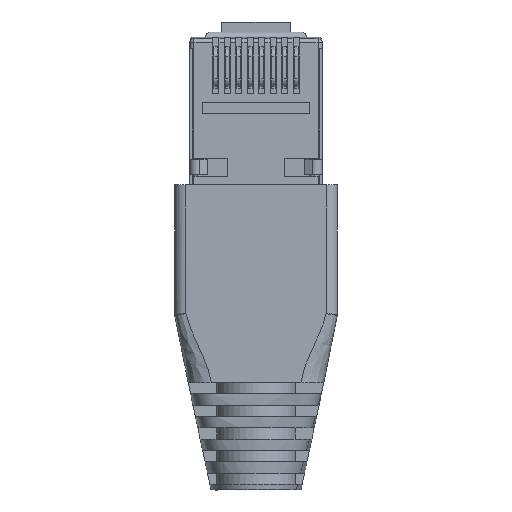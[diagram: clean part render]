
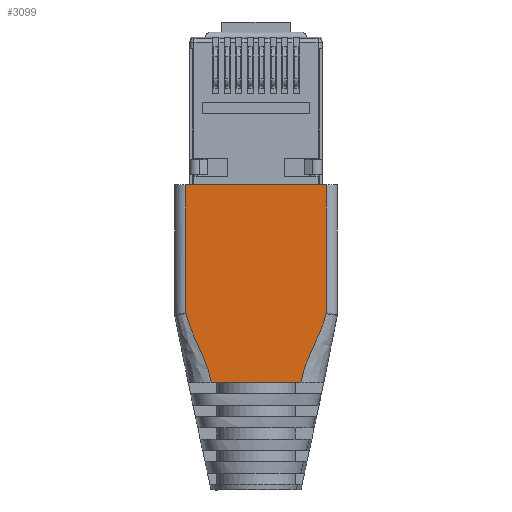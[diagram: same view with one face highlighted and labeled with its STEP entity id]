
A CAD part, front view. The second image highlights one B-rep face of the part: STEP entity #3099.
In plain terms, the highlighted planar face has unit normal (0, -1, 0).
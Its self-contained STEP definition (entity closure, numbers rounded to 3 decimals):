
#168 = EDGE_CURVE ( 'NONE', #7837, #1888, #9180, .T. ) ;
#457 = DIRECTION ( 'NONE',  ( -1., 0., 0. ) ) ;
#525 = DIRECTION ( 'NONE',  ( 0., 0., -1. ) ) ;
#1064 = ORIENTED_EDGE ( 'NONE', *, *, #11275, .T. ) ;
#1271 = EDGE_CURVE ( 'NONE', #15392, #4377, #15505, .T. ) ;
#1417 = CARTESIAN_POINT ( 'NONE',  ( -7.2, -5.1, 0. ) ) ;
#1453 = EDGE_CURVE ( 'NONE', #13028, #6575, #4950, .T. ) ;
#1888 = VERTEX_POINT ( 'NONE', #7147 ) ;
#2771 = DIRECTION ( 'NONE',  ( 1., 0., 0. ) ) ;
#2852 = CARTESIAN_POINT ( 'NONE',  ( -4.433, -5.1, -15.139 ) ) ;
#3099 = ADVANCED_FACE ( 'NONE', ( #14095 ), #16693, .T. ) ;
#3595 = CARTESIAN_POINT ( 'NONE',  ( 4.013, -5.1, -17.239 ) ) ;
#4025 = ORIENTED_EDGE ( 'NONE', *, *, #168, .T. ) ;
#4222 = CARTESIAN_POINT ( 'NONE',  ( -4.013, -5.1, -17.239 ) ) ;
#4314 = VECTOR ( 'NONE', #17030, 1000. ) ;
#4377 = VERTEX_POINT ( 'NONE', #16713 ) ;
#4387 = CARTESIAN_POINT ( 'NONE',  ( -6.2, -5.1, -11.5 ) ) ;
#4451 = DIRECTION ( 'NONE',  ( 0., 0., -1. ) ) ;
#4576 = AXIS2_PLACEMENT_3D ( 'NONE', #12600, #8606, #525 ) ;
#4950 = LINE ( 'NONE', #12589, #15275 ) ;
#4961 = CARTESIAN_POINT ( 'NONE',  ( 4.433, -5.1, -15.139 ) ) ;
#5298 = CARTESIAN_POINT ( 'NONE',  ( 3.96, -5.1, -17.5 ) ) ;
#5574 = CARTESIAN_POINT ( 'NONE',  ( -3.96, -5.1, -17.5 ) ) ;
#5635 = B_SPLINE_CURVE_WITH_KNOTS ( 'NONE', 3,
 ( #16318, #6878, #2852, #12273, #4222, #13650, #5574 ),
 .UNSPECIFIED., .F., .F.,
 ( 4, 3, 4 ),
 ( -0.006, 0., 0. ),
 .UNSPECIFIED. ) ;
#6256 = CARTESIAN_POINT ( 'NONE',  ( 6.2, -5.1, 0. ) ) ;
#6321 = CARTESIAN_POINT ( 'NONE',  ( 6.2, -5.1, -11.397 ) ) ;
#6575 = VERTEX_POINT ( 'NONE', #7785 ) ;
#6639 = CARTESIAN_POINT ( 'NONE',  ( 6.2, -5.1, -11.397 ) ) ;
#6878 = CARTESIAN_POINT ( 'NONE',  ( -5.777, -5.1, -13.36 ) ) ;
#7147 = CARTESIAN_POINT ( 'NONE',  ( -6.2, -5.1, -11.397 ) ) ;
#7613 = ORIENTED_EDGE ( 'NONE', *, *, #1453, .F. ) ;
#7785 = CARTESIAN_POINT ( 'NONE',  ( -3.96, -5.1, -17.5 ) ) ;
#7837 = VERTEX_POINT ( 'NONE', #16653 ) ;
#8176 = EDGE_CURVE ( 'NONE', #7837, #4377, #12446, .T. ) ;
#8262 = ORIENTED_EDGE ( 'NONE', *, *, #1271, .T. ) ;
#8606 = DIRECTION ( 'NONE',  ( 0., -1., 0. ) ) ;
#8768 = VECTOR ( 'NONE', #4451, 1000. ) ;
#9118 = EDGE_CURVE ( 'NONE', #1888, #6575, #5635, .T. ) ;
#9125 = ORIENTED_EDGE ( 'NONE', *, *, #8176, .F. ) ;
#9180 = LINE ( 'NONE', #4387, #8768 ) ;
#10309 = CARTESIAN_POINT ( 'NONE',  ( 3.987, -5.1, -17.369 ) ) ;
#10506 = EDGE_LOOP ( 'NONE', ( #4025, #14348, #7613, #1064, #8262, #9125 ) ) ;
#11263 = B_SPLINE_CURVE_WITH_KNOTS ( 'NONE', 3,
 ( #17040, #10309, #3595, #13031, #4961, #14404, #6321 ),
 .UNSPECIFIED., .F., .F.,
 ( 4, 3, 4 ),
 ( 0., 0., 0.006 ),
 .UNSPECIFIED. ) ;
#11275 = EDGE_CURVE ( 'NONE', #13028, #15392, #11263, .T. ) ;
#11604 = VECTOR ( 'NONE', #2771, 1000. ) ;
#12273 = CARTESIAN_POINT ( 'NONE',  ( -4.039, -5.1, -17.108 ) ) ;
#12446 = LINE ( 'NONE', #1417, #11604 ) ;
#12589 = CARTESIAN_POINT ( 'NONE',  ( 0., -5.1, -17.5 ) ) ;
#12600 = CARTESIAN_POINT ( 'NONE',  ( 0., -5.1, 0. ) ) ;
#13028 = VERTEX_POINT ( 'NONE', #5298 ) ;
#13031 = CARTESIAN_POINT ( 'NONE',  ( 4.039, -5.1, -17.108 ) ) ;
#13650 = CARTESIAN_POINT ( 'NONE',  ( -3.987, -5.1, -17.369 ) ) ;
#14095 = FACE_OUTER_BOUND ( 'NONE', #10506, .T. ) ;
#14348 = ORIENTED_EDGE ( 'NONE', *, *, #9118, .T. ) ;
#14404 = CARTESIAN_POINT ( 'NONE',  ( 5.777, -5.1, -13.36 ) ) ;
#15275 = VECTOR ( 'NONE', #457, 1000. ) ;
#15392 = VERTEX_POINT ( 'NONE', #6639 ) ;
#15505 = LINE ( 'NONE', #6256, #4314 ) ;
#16318 = CARTESIAN_POINT ( 'NONE',  ( -6.2, -5.1, -11.397 ) ) ;
#16653 = CARTESIAN_POINT ( 'NONE',  ( -6.2, -5.1, 0. ) ) ;
#16693 = PLANE ( 'NONE',  #4576 ) ;
#16713 = CARTESIAN_POINT ( 'NONE',  ( 6.2, -5.1, 0. ) ) ;
#17030 = DIRECTION ( 'NONE',  ( 0., 0., 1. ) ) ;
#17040 = CARTESIAN_POINT ( 'NONE',  ( 3.96, -5.1, -17.5 ) ) ;
